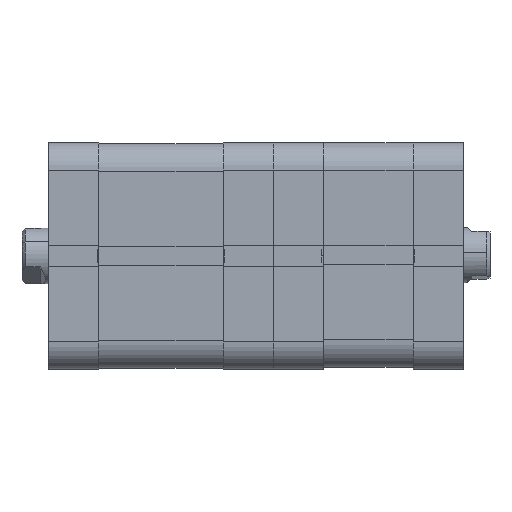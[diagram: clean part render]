
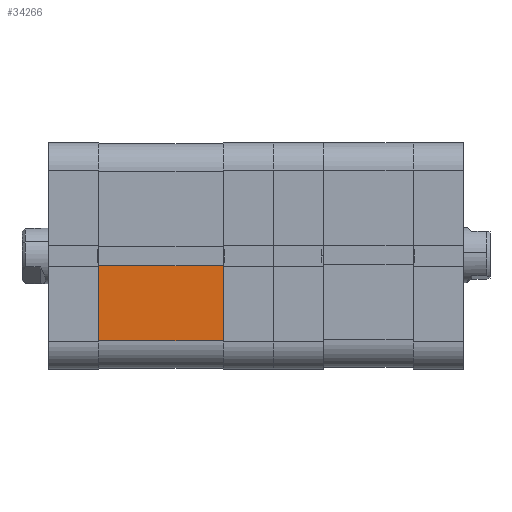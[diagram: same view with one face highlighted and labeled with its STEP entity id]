
A CAD part, front view. The second image highlights one B-rep face of the part: STEP entity #34266.
In plain terms, the highlighted planar face has unit normal (0, -1, 0).
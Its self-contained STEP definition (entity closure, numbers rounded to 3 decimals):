
#130 = DIRECTION ( 'NONE',  ( 0., 1., 0. ) ) ;
#1756 = VECTOR ( 'NONE', #25029, 1000. ) ;
#3396 = LINE ( 'NONE', #37175, #1756 ) ;
#3945 = PLANE ( 'NONE',  #31357 ) ;
#4324 = EDGE_LOOP ( 'NONE', ( #4754, #32395, #27897, #18376 ) ) ;
#4545 = VECTOR ( 'NONE', #14940, 1000. ) ;
#4754 = ORIENTED_EDGE ( 'NONE', *, *, #19501, .T. ) ;
#6162 = CARTESIAN_POINT ( 'NONE',  ( 36., -32.5, -32.5 ) ) ;
#12803 = DIRECTION ( 'NONE',  ( 0., 0., -1. ) ) ;
#14940 = DIRECTION ( 'NONE',  ( 0., 0., -1. ) ) ;
#18160 = CARTESIAN_POINT ( 'NONE',  ( 36., -32.5, -2.8 ) ) ;
#18376 = ORIENTED_EDGE ( 'NONE', *, *, #33794, .F. ) ;
#18412 = CARTESIAN_POINT ( 'NONE',  ( 36., -32.5, -32.5 ) ) ;
#18744 = CARTESIAN_POINT ( 'NONE',  ( 36., -32.5, -24.5 ) ) ;
#19058 = CARTESIAN_POINT ( 'NONE',  ( 0., -32.5, -2.8 ) ) ;
#19501 = EDGE_CURVE ( 'NONE', #29305, #20592, #3396, .T. ) ;
#19787 = VERTEX_POINT ( 'NONE', #36730 ) ;
#20592 = VERTEX_POINT ( 'NONE', #19058 ) ;
#21953 = LINE ( 'NONE', #18744, #29295 ) ;
#22393 = VECTOR ( 'NONE', #12803, 1000. ) ;
#22912 = EDGE_CURVE ( 'NONE', #32573, #19787, #21953, .T. ) ;
#25029 = DIRECTION ( 'NONE',  ( -1., 0., 0. ) ) ;
#25600 = EDGE_CURVE ( 'NONE', #20592, #32573, #26750, .T. ) ;
#26750 = LINE ( 'NONE', #39099, #4545 ) ;
#27897 = ORIENTED_EDGE ( 'NONE', *, *, #22912, .T. ) ;
#28339 = DIRECTION ( 'NONE',  ( 1., 0., 0. ) ) ;
#29295 = VECTOR ( 'NONE', #28339, 1000. ) ;
#29305 = VERTEX_POINT ( 'NONE', #18160 ) ;
#30742 = DIRECTION ( 'NONE',  ( 0., 0., 1. ) ) ;
#31341 = FACE_OUTER_BOUND ( 'NONE', #4324, .T. ) ;
#31357 = AXIS2_PLACEMENT_3D ( 'NONE', #6162, #130, #30742 ) ;
#32220 = CARTESIAN_POINT ( 'NONE',  ( 0., -32.5, -24.5 ) ) ;
#32395 = ORIENTED_EDGE ( 'NONE', *, *, #25600, .T. ) ;
#32573 = VERTEX_POINT ( 'NONE', #32220 ) ;
#33794 = EDGE_CURVE ( 'NONE', #29305, #19787, #36772, .T. ) ;
#34266 = ADVANCED_FACE ( 'NONE', ( #31341 ), #3945, .F. ) ;
#36730 = CARTESIAN_POINT ( 'NONE',  ( 36., -32.5, -24.5 ) ) ;
#36772 = LINE ( 'NONE', #18412, #22393 ) ;
#37175 = CARTESIAN_POINT ( 'NONE',  ( 36.001, -32.5, -2.8 ) ) ;
#39099 = CARTESIAN_POINT ( 'NONE',  ( 0., -32.5, -32.5 ) ) ;
